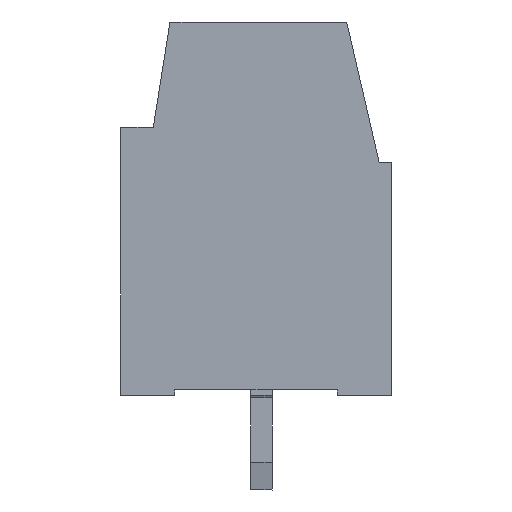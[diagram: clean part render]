
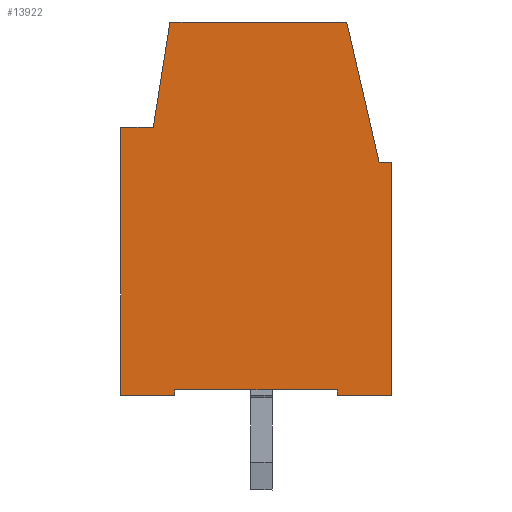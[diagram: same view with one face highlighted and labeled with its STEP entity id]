
A CAD part, left-side view. The second image highlights one B-rep face of the part: STEP entity #13922.
In plain terms, the highlighted planar face has unit normal (-1, 0, 0).
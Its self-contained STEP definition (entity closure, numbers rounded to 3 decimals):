
#13830=AXIS2_PLACEMENT_3D('Plane Axis2P3D',#13827,#13828,#13829) ;
#13438=CARTESIAN_POINT('Vertex',(0.,0.,12.101)) ;
#13441=CARTESIAN_POINT('Line Origine',(0.,0.,7.8)) ;
#13445=CARTESIAN_POINT('Vertex',(0.,0.,3.5)) ;
#13811=CARTESIAN_POINT('Vertex',(0.,0.445,12.1)) ;
#13814=CARTESIAN_POINT('Line Origine',(0.,0.223,12.1)) ;
#13827=CARTESIAN_POINT('Axis2P3D Location',(0.,3.449,14.)) ;
#13832=CARTESIAN_POINT('Line Origine',(0.,1.027,14.623)) ;
#13836=CARTESIAN_POINT('Vertex',(0.,1.609,17.145)) ;
#13839=CARTESIAN_POINT('Line Origine',(0.,1.627,17.223)) ;
#13843=CARTESIAN_POINT('Vertex',(0.,1.645,17.3)) ;
#13846=CARTESIAN_POINT('Line Origine',(0.,4.913,17.3)) ;
#13850=CARTESIAN_POINT('Vertex',(0.,8.181,17.301)) ;
#13853=CARTESIAN_POINT('Line Origine',(0.,8.49,15.351)) ;
#13857=CARTESIAN_POINT('Vertex',(0.,8.799,13.401)) ;
#13860=CARTESIAN_POINT('Line Origine',(0.,9.399,13.401)) ;
#13864=CARTESIAN_POINT('Vertex',(0.,9.999,13.401)) ;
#13867=CARTESIAN_POINT('Line Origine',(0.,10.,8.451)) ;
#13871=CARTESIAN_POINT('Vertex',(0.,10.,3.501)) ;
#13874=CARTESIAN_POINT('Line Origine',(0.,9.,3.501)) ;
#13878=CARTESIAN_POINT('Vertex',(0.,8.,3.501)) ;
#13881=CARTESIAN_POINT('Line Origine',(0.,8.,3.601)) ;
#13885=CARTESIAN_POINT('Vertex',(0.,8.,3.701)) ;
#13888=CARTESIAN_POINT('Line Origine',(0.,5.,3.7)) ;
#13892=CARTESIAN_POINT('Vertex',(0.,2.,3.7)) ;
#13895=CARTESIAN_POINT('Line Origine',(0.,2.,3.6)) ;
#13899=CARTESIAN_POINT('Vertex',(0.,2.,3.5)) ;
#13902=CARTESIAN_POINT('Line Origine',(0.,1.,3.5)) ;
#13442=DIRECTION('Vector Direction',(0.,0.,1.)) ;
#13815=DIRECTION('Vector Direction',(0.,-1.,0.001)) ;
#13828=DIRECTION('Axis2P3D Direction',(1.,0.,0.)) ;
#13829=DIRECTION('Axis2P3D XDirection',(0.,1.,0.)) ;
#13833=DIRECTION('Vector Direction',(0.,0.225,0.974)) ;
#13840=DIRECTION('Vector Direction',(0.,0.225,0.974)) ;
#13847=DIRECTION('Vector Direction',(0.,-1.,0.)) ;
#13854=DIRECTION('Vector Direction',(0.,0.157,-0.988)) ;
#13861=DIRECTION('Vector Direction',(0.,-1.,0.)) ;
#13868=DIRECTION('Vector Direction',(0.,0.,-1.)) ;
#13875=DIRECTION('Vector Direction',(0.,-1.,0.)) ;
#13882=DIRECTION('Vector Direction',(0.,0.,1.)) ;
#13889=DIRECTION('Vector Direction',(0.,-1.,0.)) ;
#13896=DIRECTION('Vector Direction',(0.,0.,-1.)) ;
#13903=DIRECTION('Vector Direction',(0.,-1.,0.)) ;
#13443=VECTOR('Line Direction',#13442,1.) ;
#13816=VECTOR('Line Direction',#13815,1.) ;
#13834=VECTOR('Line Direction',#13833,1.) ;
#13841=VECTOR('Line Direction',#13840,1.) ;
#13848=VECTOR('Line Direction',#13847,1.) ;
#13855=VECTOR('Line Direction',#13854,1.) ;
#13862=VECTOR('Line Direction',#13861,1.) ;
#13869=VECTOR('Line Direction',#13868,1.) ;
#13876=VECTOR('Line Direction',#13875,1.) ;
#13883=VECTOR('Line Direction',#13882,1.) ;
#13890=VECTOR('Line Direction',#13889,1.) ;
#13897=VECTOR('Line Direction',#13896,1.) ;
#13904=VECTOR('Line Direction',#13903,1.) ;
#13908=ORIENTED_EDGE('',*,*,#13447,.T.) ;
#13909=ORIENTED_EDGE('',*,*,#13818,.F.) ;
#13910=ORIENTED_EDGE('',*,*,#13838,.T.) ;
#13911=ORIENTED_EDGE('',*,*,#13845,.T.) ;
#13912=ORIENTED_EDGE('',*,*,#13852,.F.) ;
#13913=ORIENTED_EDGE('',*,*,#13859,.T.) ;
#13914=ORIENTED_EDGE('',*,*,#13866,.F.) ;
#13915=ORIENTED_EDGE('',*,*,#13873,.T.) ;
#13916=ORIENTED_EDGE('',*,*,#13880,.T.) ;
#13917=ORIENTED_EDGE('',*,*,#13887,.T.) ;
#13918=ORIENTED_EDGE('',*,*,#13894,.T.) ;
#13919=ORIENTED_EDGE('',*,*,#13901,.T.) ;
#13920=ORIENTED_EDGE('',*,*,#13906,.T.) ;
#13922=ADVANCED_FACE('COVER',(#13921),#13831,.F.) ;
#13447=EDGE_CURVE('',#13446,#13439,#13444,.T.) ;
#13818=EDGE_CURVE('',#13812,#13439,#13817,.T.) ;
#13838=EDGE_CURVE('',#13812,#13837,#13835,.T.) ;
#13845=EDGE_CURVE('',#13837,#13844,#13842,.T.) ;
#13852=EDGE_CURVE('',#13851,#13844,#13849,.T.) ;
#13859=EDGE_CURVE('',#13851,#13858,#13856,.T.) ;
#13866=EDGE_CURVE('',#13865,#13858,#13863,.T.) ;
#13873=EDGE_CURVE('',#13865,#13872,#13870,.T.) ;
#13880=EDGE_CURVE('',#13872,#13879,#13877,.T.) ;
#13887=EDGE_CURVE('',#13879,#13886,#13884,.T.) ;
#13894=EDGE_CURVE('',#13886,#13893,#13891,.T.) ;
#13901=EDGE_CURVE('',#13893,#13900,#13898,.T.) ;
#13906=EDGE_CURVE('',#13900,#13446,#13905,.T.) ;
#13907=EDGE_LOOP('',(#13908,#13909,#13910,#13911,#13912,#13913,#13914,#13915,#13916,#13917,#13918,#13919,#13920)) ;
#13921=FACE_OUTER_BOUND('',#13907,.T.) ;
#13444=LINE('Line',#13441,#13443) ;
#13817=LINE('Line',#13814,#13816) ;
#13835=LINE('Line',#13832,#13834) ;
#13842=LINE('Line',#13839,#13841) ;
#13849=LINE('Line',#13846,#13848) ;
#13856=LINE('Line',#13853,#13855) ;
#13863=LINE('Line',#13860,#13862) ;
#13870=LINE('Line',#13867,#13869) ;
#13877=LINE('Line',#13874,#13876) ;
#13884=LINE('Line',#13881,#13883) ;
#13891=LINE('Line',#13888,#13890) ;
#13898=LINE('Line',#13895,#13897) ;
#13905=LINE('Line',#13902,#13904) ;
#13831=PLANE('',#13830) ;
#13439=VERTEX_POINT('',#13438) ;
#13446=VERTEX_POINT('',#13445) ;
#13812=VERTEX_POINT('',#13811) ;
#13837=VERTEX_POINT('',#13836) ;
#13844=VERTEX_POINT('',#13843) ;
#13851=VERTEX_POINT('',#13850) ;
#13858=VERTEX_POINT('',#13857) ;
#13865=VERTEX_POINT('',#13864) ;
#13872=VERTEX_POINT('',#13871) ;
#13879=VERTEX_POINT('',#13878) ;
#13886=VERTEX_POINT('',#13885) ;
#13893=VERTEX_POINT('',#13892) ;
#13900=VERTEX_POINT('',#13899) ;
